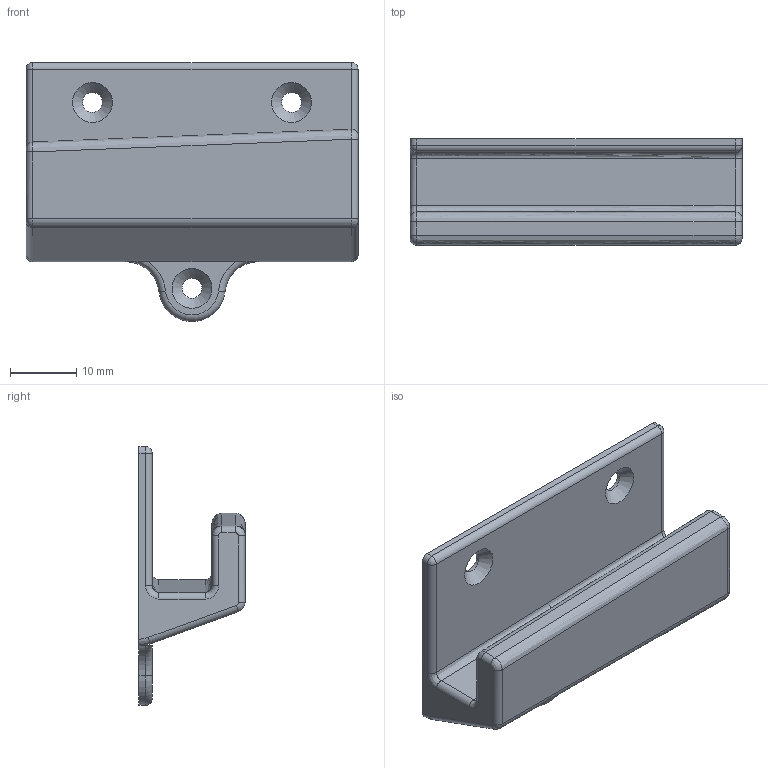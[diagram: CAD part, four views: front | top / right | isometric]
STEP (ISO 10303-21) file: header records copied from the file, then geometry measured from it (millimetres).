
FILE_DESCRIPTION(('FreeCAD Model'),'2;1');
FILE_NAME('Open CASCADE Shape Model','2024-02-09T14:53:34',(''),(''), 'Open CASCADE STEP processor 7.7','FreeCAD','Unknown');
FILE_SCHEMA(('AUTOMOTIVE_DESIGN { 1 0 10303 214 1 1 1 1 }'));
Length unit declared in the file: millimetre
Products named in the file (1): Body
Bounding box: 50 x 16 x 38.98 mm (x, y, z)
Volume: 9726.8 mm3; surface area: 5811.8 mm2
Topology: 2 solids, 2 shells, 60 faces, 139 edges, 81 vertices
Faces by surface type: cylinder 23, plane 13, bspline 13, torus 4, cone 3, sphere 2, revolution 2
Full cylindrical faces by diameter (mm): 3 x3
Entity records: 4900 total; most frequent: CARTESIAN_POINT 2321, DIRECTION 423, ORIENTED_EDGE 274, PCURVE 274, DEFINITIONAL_REPRESENTATION 274, LINE 227, VECTOR 227, EDGE_CURVE 137
